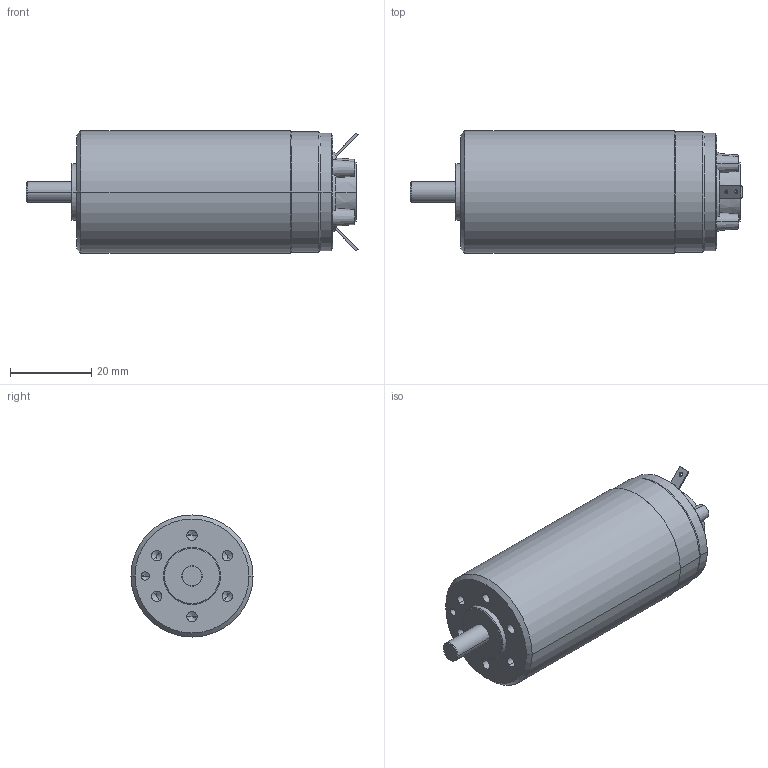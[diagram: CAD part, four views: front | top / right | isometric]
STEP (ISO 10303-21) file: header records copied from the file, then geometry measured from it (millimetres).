
FILE_DESCRIPTION((''),'2;1');
FILE_NAME('30GT2R82234E_4_1011300006','2015-11-17T',('vinayak.bharmal'),(''),'PRO/ENGINEER BY PARAMETRIC TECHNOLOGY CORPORATION, 2014310','PRO/ENGINEER BY PARAMETRIC TECHNOLOGY CORPORATION, 2014310','');
FILE_SCHEMA(('CONFIG_CONTROL_DESIGN'));
Length unit declared in the file: millimetre
Products named in the file (1): 30GT2R82234E_4_1011300006
Bounding box: 81.6 x 30 x 30 mm (x, y, z)
Volume: 45622.1 mm3; surface area: 8589.8 mm2
Topology: 1 solids, 1 shells, 180 faces, 440 edges, 273 vertices
Faces by surface type: cylinder 78, plane 56, cone 44, torus 2
Entity records: 5461 total; most frequent: CARTESIAN_POINT 1064, DIRECTION 994, ORIENTED_EDGE 852, EDGE_CURVE 426, AXIS2_PLACEMENT_3D 400, VERTEX_POINT 273, CIRCLE 220, EDGE_LOOP 213
